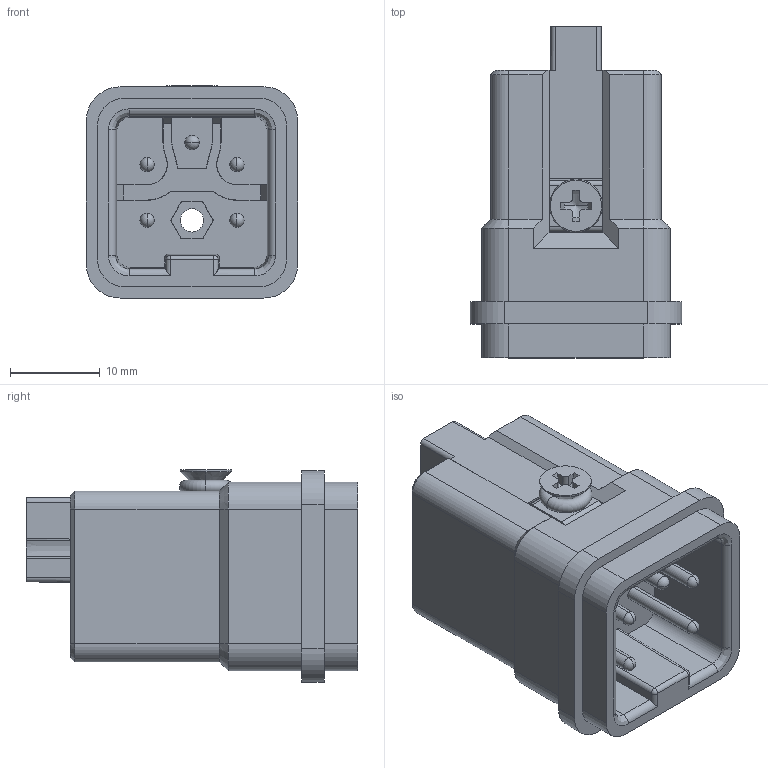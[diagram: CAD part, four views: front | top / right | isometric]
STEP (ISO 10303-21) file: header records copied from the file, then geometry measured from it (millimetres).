
FILE_DESCRIPTION((''),'2;1');
FILE_NAME('3D_1210040010001_HA-004-MQ','2022-07-20T',('cc.ye'),(''),'PRO/ENGINEER BY PARAMETRIC TECHNOLOGY CORPORATION, 2010280','PRO/ENGINEER BY PARAMETRIC TECHNOLOGY CORPORATION, 2010280','');
FILE_SCHEMA(('AUTOMOTIVE_DESIGN { 1 0 10303 214 1 1 1 1 }'));
Length unit declared in the file: millimetre
Products named in the file (1): 3D_1210040010001_HA-004-MQ
Bounding box: 23.5 x 36.9 x 23.6 mm (x, y, z)
Volume: 9162.9 mm3; surface area: 6151.1 mm2
Topology: 1 solids, 4 shells, 617 faces, 1682 edges, 1080 vertices
Faces by surface type: plane 308, cylinder 189, cone 37, torus 37, bspline 34, sphere 12
Entity records: 24944 total; most frequent: CARTESIAN_POINT 5423, ORIENTED_EDGE 3340, DIRECTION 2943, EDGE_CURVE 1670, VERTEX_POINT 1080, VECTOR 1005, LINE 1005, AXIS2_PLACEMENT_3D 969
